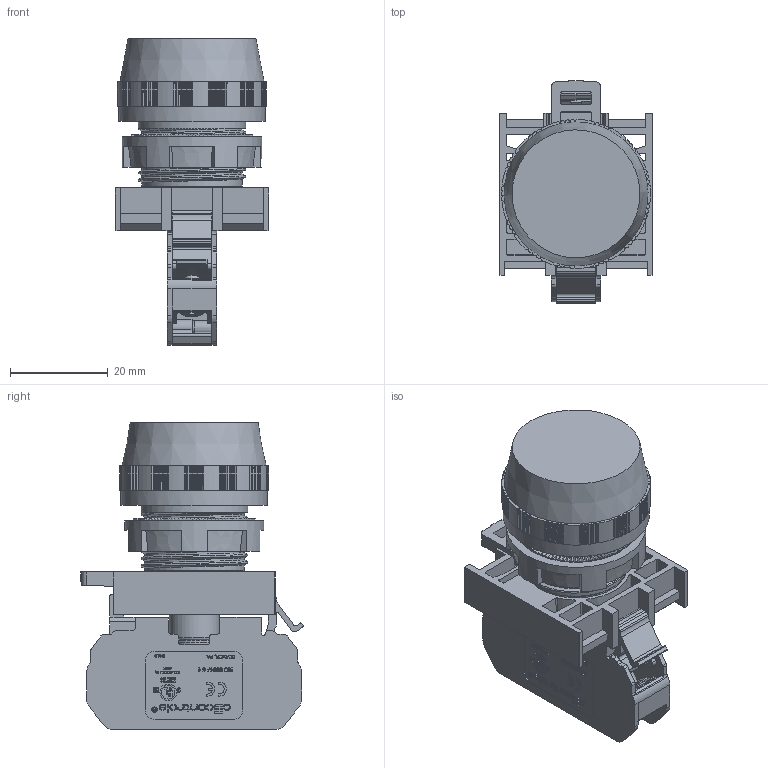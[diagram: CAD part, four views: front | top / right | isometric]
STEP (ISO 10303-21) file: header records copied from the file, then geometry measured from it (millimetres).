
FILE_DESCRIPTION(/* description */ (''),/* implementation_level */ '2;1');
FILE_NAME(/* name */ 'W22PL-FMXXXLG-WLG (V2.0).stp',/* time_stamp */ '2020-07-30T10:11:38+06:00',/* author */ ('Owner'),/* organization */ (''),/* preprocessor_version */ 'ST-DEVELOPER v18',/* originating_system */ 'Autodesk Inventor 2020',/* authorisation */ '');
FILE_SCHEMA (('AUTOMOTIVE_DESIGN { 1 0 10303 214 3 1 1 }'));
Products named in the file (1): Part12
Bounding box: 31.5 x 45.52 x 62.79 mm (x, y, z)
Volume: 19112.6 mm3; surface area: 28094.6 mm2
Topology: 2 solids, 21 shells, 4829 faces, 13272 edges, 8624 vertices
Faces by surface type: plane 3212, cylinder 721, bspline 472, cone 345, torus 53, sphere 26
Full cylindrical faces by diameter (mm): 0.336 x1, 0.382 x1, 1.198 x12, 1.385 x4, 1.55 x2, 1.573 x8, 1.597 x4, 1.996 x8, 2.36 x1, 2.45 x2, 2.753 x2, 2.758 x1, 2.833 x1, 3.1 x2, 3.15 x2, 3.39 x2, 3.402 x1, 3.7 x2, 3.928 x1, 4.42 x2, 4.714 x1, 5.329 x1, 5.827 x1, 5.9 x2, 6.236 x1, 6.573 x1, 6.849 x1, 7.5 x2, 8.1 x1, 8.5 x1
Entity records: 168856 total; most frequent: CARTESIAN_POINT 42816, ORIENTED_EDGE 26512, DIRECTION 23482, EDGE_CURVE 13256, LINE 8710, VECTOR 8710, VERTEX_POINT 8624, AXIS2_PLACEMENT_3D 7386
